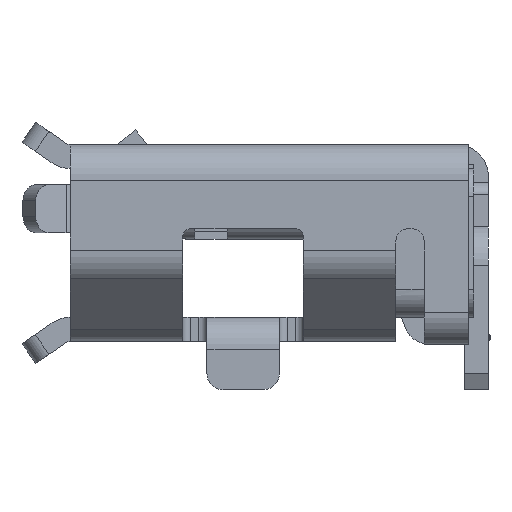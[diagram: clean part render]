
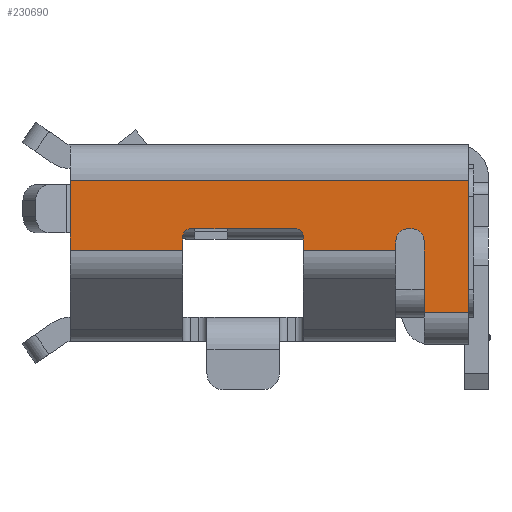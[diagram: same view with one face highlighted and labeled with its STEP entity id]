
A CAD part, left-side view. The second image highlights one B-rep face of the part: STEP entity #230690.
In plain terms, the highlighted planar face has unit normal (-1, 0, 0).
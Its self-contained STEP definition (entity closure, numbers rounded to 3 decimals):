
#224990=CARTESIAN_POINT('',(-3.75,-2.1,
0.092));
#225000=VERTEX_POINT('',#224990);
#225030=CARTESIAN_POINT('',(-3.75,-2.1,
0.025));
#225040=DIRECTION('',(-0.,0.,1.));
#225050=VECTOR('',#225040,1.);
#225060=LINE('',#225030,#225050);
#225070=CARTESIAN_POINT('',(-3.75,-2.1,
-0.075));
#225080=VERTEX_POINT('',#225070);
#225090=EDGE_CURVE('',#225080,#225000,#225060,.T.);
#225400=CARTESIAN_POINT('',(-3.75,-3.5,
0.092));
#225410=VERTEX_POINT('',#225400);
#225440=CARTESIAN_POINT('',(-3.75,-3.2,
0.092));
#225450=DIRECTION('',(0.,1.,0.));
#225460=VECTOR('',#225450,1.);
#225470=LINE('',#225440,#225460);
#225480=EDGE_CURVE('',#225410,#225000,#225470,.T.);
#225630=CARTESIAN_POINT('',(-3.75,0.7,
-0.175));
#225640=VERTEX_POINT('',#225630);
#225670=CARTESIAN_POINT('',(-3.75,-3.2,
-0.175));
#225680=DIRECTION('',(0.,1.,0.));
#225690=VECTOR('',#225680,1.);
#225700=LINE('',#225670,#225690);
#225710=CARTESIAN_POINT('',(-3.75,0.75,
-0.175));
#225720=VERTEX_POINT('',#225710);
#225730=EDGE_CURVE('',#225640,#225720,#225700,.T.);
#229020=CARTESIAN_POINT('',(-3.75,-3.5,
-0.725));
#229030=VERTEX_POINT('',#229020);
#229210=CARTESIAN_POINT('',(-3.75,-3.5,
-0.111));
#229220=DIRECTION('',(0.,0.,-1.));
#229230=VECTOR('',#229220,1.);
#229240=LINE('',#229210,#229230);
#229250=CARTESIAN_POINT('',(-3.75,-3.5,
-0.125));
#229260=VERTEX_POINT('',#229250);
#229270=EDGE_CURVE('',#229260,#229030,#229240,.T.);
#229480=CARTESIAN_POINT('',(-3.75,-1.175,
0.));
#229490=DIRECTION('',(-1.,0.,-0.));
#229500=DIRECTION('',(-0.,0.,1.));
#229510=AXIS2_PLACEMENT_3D('',#229480,#229490,#229500);
#229520=PLANE('',#229510);
#229530=CARTESIAN_POINT('',(-3.75,0.9,
0.025));
#229540=DIRECTION('',(-0.,0.,1.));
#229550=VECTOR('',#229540,1.);
#229560=LINE('',#229530,#229550);
#229570=CARTESIAN_POINT('',(-3.75,0.9,
-0.025));
#229580=VERTEX_POINT('',#229570);
#229590=CARTESIAN_POINT('',(-3.75,0.9,
0.865));
#229600=VERTEX_POINT('',#229590);
#229610=EDGE_CURVE('',#229580,#229600,#229560,.T.);
#229620=ORIENTED_EDGE('',*,*,#229610,.T.);
#229630=CARTESIAN_POINT('',(-3.75,0.75,
-0.025));
#229640=DIRECTION('',(-1.,0.,0.));
#229650=DIRECTION('',(-0.,0.,1.));
#229660=AXIS2_PLACEMENT_3D('',#229630,#229640,#229650);
#229670=CIRCLE('',#229660,0.15);
#229680=EDGE_CURVE('',#229580,#225720,#229670,.T.);
#229690=ORIENTED_EDGE('',*,*,#229680,.F.);
#229700=ORIENTED_EDGE('',*,*,#225730,.T.);
#229710=CARTESIAN_POINT('',(-3.75,0.7,
-0.025));
#229720=DIRECTION('',(-1.,0.,0.));
#229730=DIRECTION('',(-0.,0.,1.));
#229740=AXIS2_PLACEMENT_3D('',#229710,#229720,#229730);
#229750=CIRCLE('',#229740,0.15);
#229760=CARTESIAN_POINT('',(-3.75,0.55,
-0.025));
#229770=VERTEX_POINT('',#229760);
#229780=EDGE_CURVE('',#225640,#229770,#229750,.T.);
#229790=ORIENTED_EDGE('',*,*,#229780,.F.);
#229800=CARTESIAN_POINT('',(-3.75,0.55,
0.025));
#229810=DIRECTION('',(0.,0.,-1.));
#229820=VECTOR('',#229810,1.);
#229830=LINE('',#229800,#229820);
#229840=CARTESIAN_POINT('',(-3.75,0.55,
0.092));
#229850=VERTEX_POINT('',#229840);
#229860=EDGE_CURVE('',#229850,#229770,#229830,.T.);
#229870=ORIENTED_EDGE('',*,*,#229860,.T.);
#229880=CARTESIAN_POINT('',(-3.75,-3.2,
0.092));
#229890=DIRECTION('',(0.,1.,0.));
#229900=VECTOR('',#229890,1.);
#229910=LINE('',#229880,#229900);
#229920=CARTESIAN_POINT('',(-3.75,-0.6,
0.092));
#229930=VERTEX_POINT('',#229920);
#229940=EDGE_CURVE('',#229930,#229850,#229910,.T.);
#229950=ORIENTED_EDGE('',*,*,#229940,.T.);
#229960=CARTESIAN_POINT('',(-3.75,-0.6,
0.025));
#229970=DIRECTION('',(-0.,0.,1.));
#229980=VECTOR('',#229970,1.);
#229990=LINE('',#229960,#229980);
#230000=CARTESIAN_POINT('',(-3.75,-0.6,
-0.075));
#230010=VERTEX_POINT('',#230000);
#230020=EDGE_CURVE('',#230010,#229930,#229990,.T.);
#230030=ORIENTED_EDGE('',*,*,#230020,.T.);
#230040=CARTESIAN_POINT('',(-3.75,-0.7,
-0.075));
#230050=DIRECTION('',(-1.,0.,0.));
#230060=DIRECTION('',(0.,1.,0.));
#230070=AXIS2_PLACEMENT_3D('',#230040,#230050,#230060);
#230080=CIRCLE('',#230070,0.1);
#230090=CARTESIAN_POINT('',(-3.75,-0.7,
-0.175));
#230100=VERTEX_POINT('',#230090);
#230110=EDGE_CURVE('',#230010,#230100,#230080,.T.);
#230120=ORIENTED_EDGE('',*,*,#230110,.F.);
#230130=CARTESIAN_POINT('',(-3.75,-1.7,
-0.175));
#230140=DIRECTION('',(0.,1.,0.));
#230150=VECTOR('',#230140,1.3);
#230160=LINE('',#230130,#230150);
#230170=CARTESIAN_POINT('',(-3.75,-2.,
-0.175));
#230180=VERTEX_POINT('',#230170);
#230190=EDGE_CURVE('',#230180,#230100,#230160,.T.);
#230200=ORIENTED_EDGE('',*,*,#230190,.T.);
#230210=CARTESIAN_POINT('',(-3.75,-2.,
-0.075));
#230220=DIRECTION('',(-1.,0.,0.));
#230230=DIRECTION('',(0.,0.,-1.));
#230240=AXIS2_PLACEMENT_3D('',#230210,#230220,#230230);
#230250=CIRCLE('',#230240,0.1);
#230260=EDGE_CURVE('',#230180,#225080,#230250,.T.);
#230270=ORIENTED_EDGE('',*,*,#230260,.F.);
#230280=ORIENTED_EDGE('',*,*,#225090,.F.);
#230290=ORIENTED_EDGE('',*,*,#225480,.T.);
#230300=CARTESIAN_POINT('',(-3.75,-3.5,
0.025));
#230310=DIRECTION('',(-0.,0.,1.));
#230320=VECTOR('',#230310,1.);
#230330=LINE('',#230300,#230320);
#230340=EDGE_CURVE('',#229260,#225410,#230330,.T.);
#230350=ORIENTED_EDGE('',*,*,#230340,.T.);
#230360=ORIENTED_EDGE('',*,*,#229270,.F.);
#230370=CARTESIAN_POINT('',(-3.75,-3.5,
-0.775));
#230380=DIRECTION('',(-0.,0.,1.));
#230390=VECTOR('',#230380,0.05);
#230400=LINE('',#230370,#230390);
#230410=CARTESIAN_POINT('',(-3.75,-3.5,
-0.775));
#230420=VERTEX_POINT('',#230410);
#230430=EDGE_CURVE('',#230420,#229030,#230400,.T.);
#230440=ORIENTED_EDGE('',*,*,#230430,.T.);
#230450=CARTESIAN_POINT('',(-3.75,1.243,
-0.775));
#230460=DIRECTION('',(0.,-1.,0.));
#230470=VECTOR('',#230460,1.);
#230480=LINE('',#230450,#230470);
#230490=CARTESIAN_POINT('',(-3.75,1.45,
-0.775));
#230500=VERTEX_POINT('',#230490);
#230510=EDGE_CURVE('',#230500,#230420,#230480,.T.);
#230520=ORIENTED_EDGE('',*,*,#230510,.T.);
#230530=CARTESIAN_POINT('',(-3.75,1.45,
0.025));
#230540=DIRECTION('',(-0.,0.,1.));
#230550=VECTOR('',#230540,1.);
#230560=LINE('',#230530,#230550);
#230570=CARTESIAN_POINT('',(-3.75,1.45,
0.865));
#230580=VERTEX_POINT('',#230570);
#230590=EDGE_CURVE('',#230500,#230580,#230560,.T.);
#230600=ORIENTED_EDGE('',*,*,#230590,.F.);
#230610=CARTESIAN_POINT('',(-3.75,-3.2,
0.865));
#230620=DIRECTION('',(0.,1.,0.));
#230630=VECTOR('',#230620,1.);
#230640=LINE('',#230610,#230630);
#230650=EDGE_CURVE('',#229600,#230580,#230640,.T.);
#230660=ORIENTED_EDGE('',*,*,#230650,.T.);
#230670=EDGE_LOOP('',(#230660,#230600,#230520,#230440,#230360,#230350,
#230290,#230280,#230270,#230200,#230120,#230030,#229950,#229870,#229790,
#229700,#229690,#229620));
#230680=FACE_OUTER_BOUND('',#230670,.T.);
#230690=ADVANCED_FACE('',(#230680),#229520,.T.);
